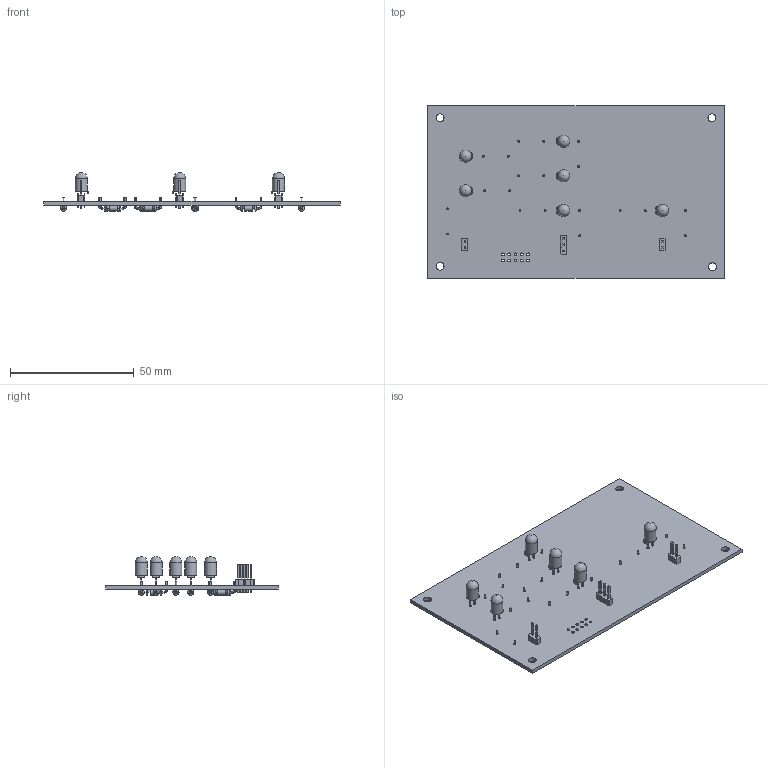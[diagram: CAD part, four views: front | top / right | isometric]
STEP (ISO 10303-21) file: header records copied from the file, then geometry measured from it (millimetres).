
FILE_DESCRIPTION(('FreeCAD Model'),'2;1');
FILE_NAME('Open CASCADE Shape Model','2021-09-20T13:15:45',('Author'),( ''),'Open CASCADE STEP processor 7.5','FreeCAD','Unknown');
FILE_SCHEMA(('AUTOMOTIVE_DESIGN { 1 0 10303 214 1 1 1 1 }'));
Length unit declared in the file: millimetre
Products named in the file (1): Frontplate_v1_sp
Bounding box: 120 x 70 x 15.69 mm (x, y, z)
Volume: 14424.7 mm3; surface area: 19581.1 mm2
Topology: 39 solids, 65 shells, 567 faces, 1135 edges, 716 vertices
Faces by surface type: plane 366, cylinder 155, torus 40, sphere 6
Full cylindrical faces by diameter (mm): 0.6 x40, 0.8 x20, 0.9 x12, 1 x7, 1.1 x10, 2.25 x10, 3.2 x4, 4.9 x6
Entity records: 33575 total; most frequent: CARTESIAN_POINT 5777, DIRECTION 4653, LINE 2709, VECTOR 2709, ORIENTED_EDGE 2258, PCURVE 2258, DEFINITIONAL_REPRESENTATION 2258, EDGE_CURVE 1129
